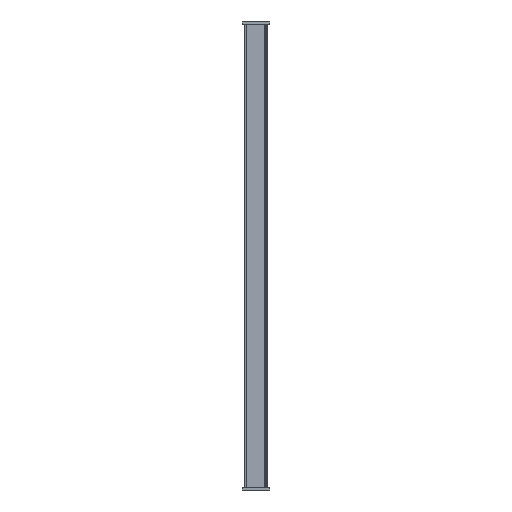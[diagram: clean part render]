
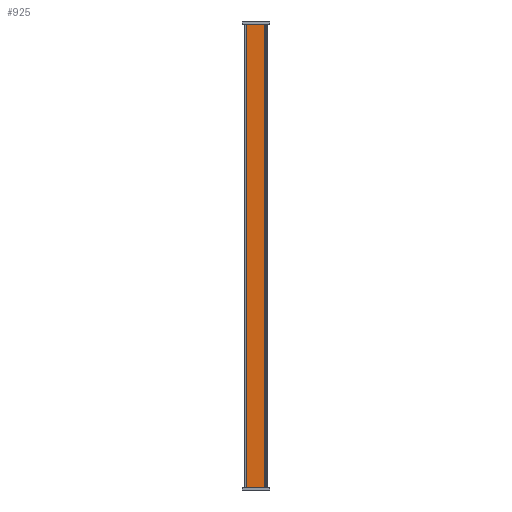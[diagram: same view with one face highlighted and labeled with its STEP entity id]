
A CAD part, left-side view. The second image highlights one B-rep face of the part: STEP entity #925.
In plain terms, the highlighted planar face has unit normal (-0.999, 0.052, 0).
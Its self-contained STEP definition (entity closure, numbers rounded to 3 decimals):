
#6 = EDGE_CURVE ( 'NONE', #376, #1028, #688, .T. ) ;
#17 = EDGE_CURVE ( 'NONE', #347, #1028, #1180, .T. ) ;
#27 = DIRECTION ( 'NONE',  ( 0.052, 0.999, 0. ) ) ;
#266 = PLANE ( 'NONE',  #1029 ) ;
#274 = CARTESIAN_POINT ( 'NONE',  ( -1.161, -28.105, -600. ) ) ;
#347 = VERTEX_POINT ( 'NONE', #877 ) ;
#369 = VECTOR ( 'NONE', #709, 1000. ) ;
#376 = VERTEX_POINT ( 'NONE', #966 ) ;
#394 = VECTOR ( 'NONE', #1223, 1000. ) ;
#396 = CARTESIAN_POINT ( 'NONE',  ( 0.312, 0., 0. ) ) ;
#475 = ORIENTED_EDGE ( 'NONE', *, *, #6, .T. ) ;
#491 = ORIENTED_EDGE ( 'NONE', *, *, #1131, .T. ) ;
#496 = CARTESIAN_POINT ( 'NONE',  ( 0.163, -2.843, 0. ) ) ;
#517 = CARTESIAN_POINT ( 'NONE',  ( 0.163, -2.843, -600. ) ) ;
#562 = DIRECTION ( 'NONE',  ( 0.999, -0.052, 0. ) ) ;
#607 = EDGE_LOOP ( 'NONE', ( #475, #1095, #758, #491 ) ) ;
#688 = LINE ( 'NONE', #396, #960 ) ;
#709 = DIRECTION ( 'NONE',  ( 0., 0., 1. ) ) ;
#758 = ORIENTED_EDGE ( 'NONE', *, *, #1266, .F. ) ;
#784 = CARTESIAN_POINT ( 'NONE',  ( -1.161, -28.105, -600. ) ) ;
#865 = FACE_OUTER_BOUND ( 'NONE', #607, .T. ) ;
#877 = CARTESIAN_POINT ( 'NONE',  ( 0.163, -2.843, -600. ) ) ;
#890 = CARTESIAN_POINT ( 'NONE',  ( 0.312, 0., -600. ) ) ;
#900 = CARTESIAN_POINT ( 'NONE',  ( 0.312, 0., -600. ) ) ;
#925 = ADVANCED_FACE ( 'NONE', ( #865 ), #266, .F. ) ;
#960 = VECTOR ( 'NONE', #1218, 1000. ) ;
#966 = CARTESIAN_POINT ( 'NONE',  ( -1.161, -28.105, 0. ) ) ;
#1028 = VERTEX_POINT ( 'NONE', #496 ) ;
#1029 = AXIS2_PLACEMENT_3D ( 'NONE', #900, #562, #1091 ) ;
#1038 = LINE ( 'NONE', #890, #1301 ) ;
#1091 = DIRECTION ( 'NONE',  ( 0.052, 0.999, 0. ) ) ;
#1095 = ORIENTED_EDGE ( 'NONE', *, *, #17, .F. ) ;
#1123 = LINE ( 'NONE', #274, #369 ) ;
#1131 = EDGE_CURVE ( 'NONE', #1135, #376, #1123, .T. ) ;
#1135 = VERTEX_POINT ( 'NONE', #784 ) ;
#1180 = LINE ( 'NONE', #517, #394 ) ;
#1218 = DIRECTION ( 'NONE',  ( 0.052, 0.999, 0. ) ) ;
#1223 = DIRECTION ( 'NONE',  ( 0., 0., 1. ) ) ;
#1266 = EDGE_CURVE ( 'NONE', #1135, #347, #1038, .T. ) ;
#1301 = VECTOR ( 'NONE', #27, 1000. ) ;
